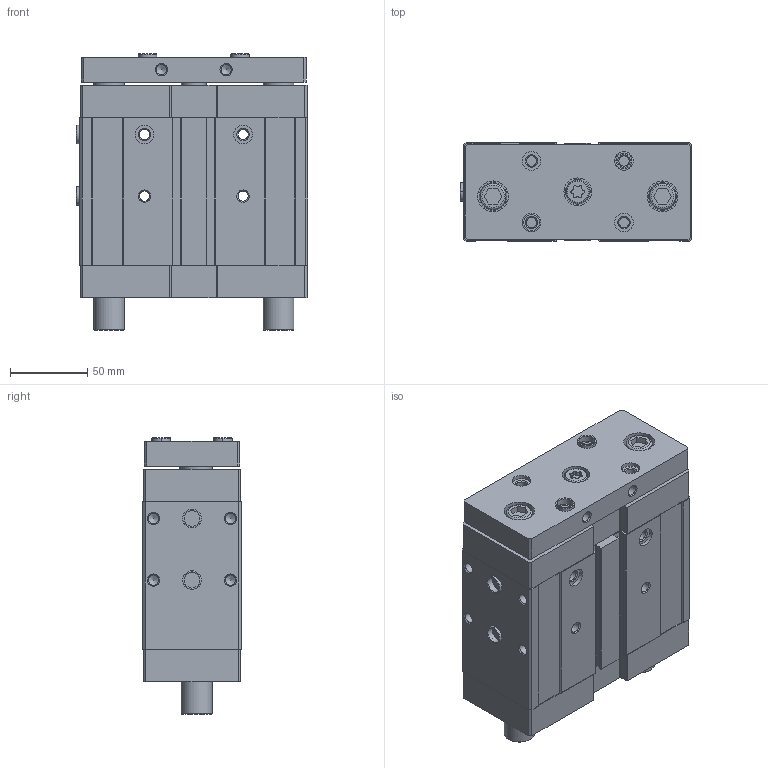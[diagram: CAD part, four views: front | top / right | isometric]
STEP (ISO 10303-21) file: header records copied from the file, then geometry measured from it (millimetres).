
FILE_DESCRIPTION(/* description */ ('STEP AP214'),/* implementation_level */ '2;1');
FILE_NAME(/* name */ '609361_DFM-50-50-B-PPV-A-KF',/* time_stamp */ '2024-08-15T16:14:00+02:00',/* author */ ('License CC BY-ND 4.0'),/* organization */ ('CADENAS'),/* preprocessor_version */ 'ST-DEVELOPER v19.3',/* originating_system */ 'PARTsolutions',/* authorisation */ ' ');
FILE_SCHEMA (('AUTOMOTIVE_DESIGN {1 0 10303 214 3 1 1}'));
Length unit declared in the file: millimetre
Products named in the file (5): 609361 DFM-50-50-B-PPV-A-KF---(0); 534769 DFM---50-50-B-PPV-A-KF---(ZR) 50; 534769 DFM-50-50-B-PPV-A-KF---(K); 8137185 ZBH-12-B; 174165 B-1/4-NPT
Assembly tree (8 placements, depth 2):
  609361 DFM-50-50-B-PPV-A-KF---(0)
    534769 DFM---50-50-B-PPV-A-KF---(ZR) 50
    534769 DFM-50-50-B-PPV-A-KF---(K)
    8137185 ZBH-12-B  x4
    174165 B-1/4-NPT  x2
Bounding box: 150.3 x 64 x 179.3 mm (x, y, z)
Volume: 1289787.5 mm3; surface area: 196506.9 mm2
Topology: 8 solids, 8 shells, 421 faces, 1004 edges, 647 vertices
Faces by surface type: plane 216, cylinder 135, cone 59, torus 11
Full cylindrical faces by diameter (mm): 6.35 x2, 6.6 x4, 6.647 x20, 6.8 x2, 8 x2, 8.8 x2, 10.2 x1, 11 x4, 11.445 x4, 12 x10, 16 x2, 18 x1, 20 x6, 30 x1, 50 x2
Entity records: 10640 total; most frequent: DIRECTION 1860, CARTESIAN_POINT 1839, ORIENTED_EDGE 1566, EDGE_CURVE 783, AXIS2_PLACEMENT_3D 707, VERTEX_POINT 584, FACE_BOUND 581, EDGE_LOOP 572
